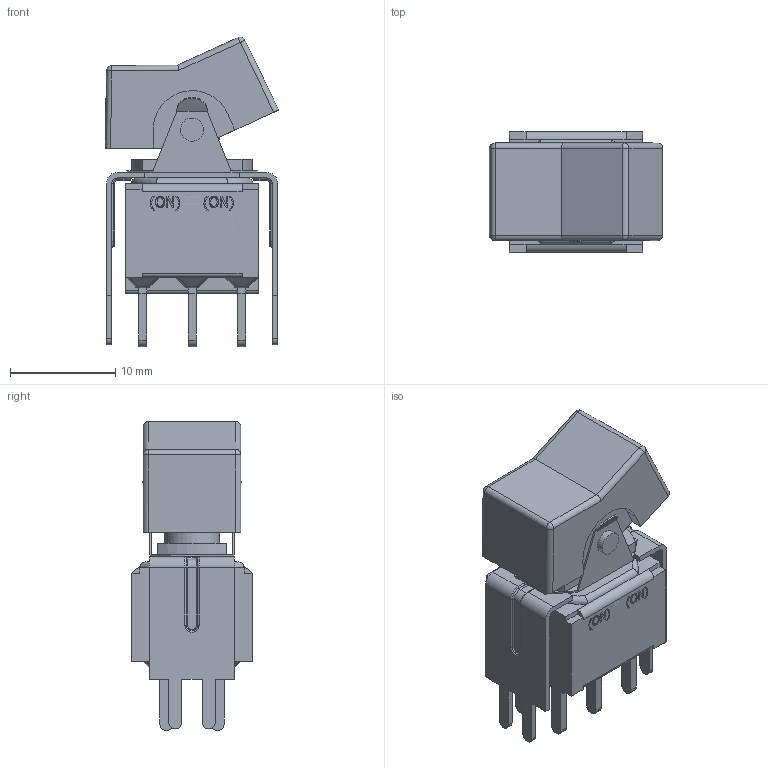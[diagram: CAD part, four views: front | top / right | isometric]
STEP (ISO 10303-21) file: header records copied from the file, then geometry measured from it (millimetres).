
FILE_DESCRIPTION((' '),'2;1');
FILE_NAME('300DPxJ1xxxVS2xE.stp','2017-07-31T11:04:06',(' '),(' '),' ','ACIS',' ');
FILE_SCHEMA(('CONFIG_CONTROL_DESIGN'));
Length unit declared in the file: inch
Products named in the file (1): 300DPxJ1xxxVS2xE.stp
Bounding box: 16.47 x 11.43 x 29.42 mm (x, y, z)
Volume: 1656.4 mm3; surface area: 3361.7 mm2
Topology: 1 solids, 2 shells, 658 faces, 1610 edges, 982 vertices
Faces by surface type: plane 399, cylinder 145, bspline 52, torus 34, sphere 28
Full cylindrical faces by diameter (mm): 2.2 x4, 3.2 x1, 5.2 x1
Entity records: 19391 total; most frequent: CARTESIAN_POINT 4009, ORIENTED_EDGE 3204, DIRECTION 3056, EDGE_CURVE 1602, VECTOR 1146, LINE 1146, VERTEX_POINT 982, AXIS2_PLACEMENT_3D 955
